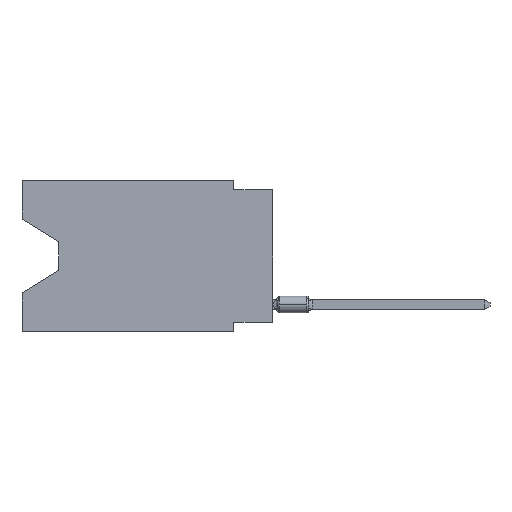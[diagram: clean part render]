
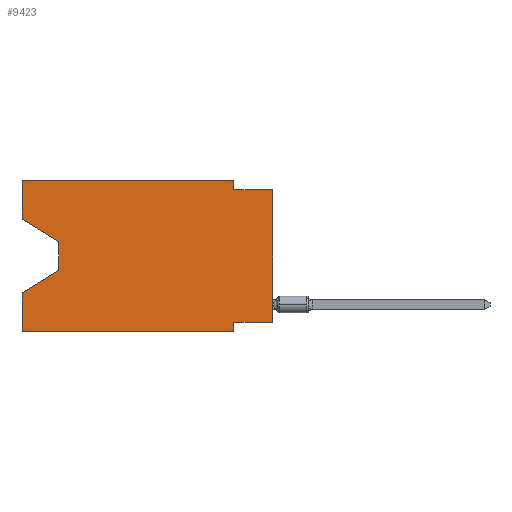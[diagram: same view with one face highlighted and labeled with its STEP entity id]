
A CAD part, left-side view. The second image highlights one B-rep face of the part: STEP entity #9423.
In plain terms, the highlighted planar face has unit normal (-1, 0, 0).
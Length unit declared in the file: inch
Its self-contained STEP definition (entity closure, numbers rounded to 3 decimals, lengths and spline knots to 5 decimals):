
#58 = CARTESIAN_POINT ( 'NONE',  ( 0., 0., -0.025 ) ) ;
#370 = CARTESIAN_POINT ( 'NONE',  ( 0., 0., -0.365 ) ) ;
#483 = EDGE_LOOP ( 'NONE', ( #11766, #7021, #9555, #6933, #4684, #7000, #12814, #6667, #8385, #6275, #10125, #2168 ) ) ;
#633 = CARTESIAN_POINT ( 'NONE',  ( 0., 0.645, 0. ) ) ;
#886 = CARTESIAN_POINT ( 'NONE',  ( 0., 0.645, -0.10025 ) ) ;
#1061 = VECTOR ( 'NONE', #5884, 39.37008 ) ;
#1172 = LINE ( 'NONE', #6995, #10573 ) ;
#1294 = DIRECTION ( 'NONE',  ( 0., 0., -1. ) ) ;
#1515 = EDGE_CURVE ( 'NONE', #12300, #12007, #12453, .T. ) ;
#1657 = CARTESIAN_POINT ( 'NONE',  ( 0., 0.1, 0. ) ) ;
#1740 = VERTEX_POINT ( 'NONE', #58 ) ;
#1904 = CARTESIAN_POINT ( 'NONE',  ( 0., 0.1, -0.025 ) ) ;
#1968 = PLANE ( 'NONE',  #7736 ) ;
#2088 = EDGE_CURVE ( 'NONE', #7101, #8944, #5805, .T. ) ;
#2168 = ORIENTED_EDGE ( 'NONE', *, *, #10094, .F. ) ;
#2621 = EDGE_CURVE ( 'NONE', #8036, #1740, #11137, .T. ) ;
#2798 = CARTESIAN_POINT ( 'NONE',  ( 0., 0.1, -0.39 ) ) ;
#2951 = VECTOR ( 'NONE', #3577, 39.37008 ) ;
#3054 = CARTESIAN_POINT ( 'NONE',  ( 0., 0., 0. ) ) ;
#3207 = VERTEX_POINT ( 'NONE', #1657 ) ;
#3577 = DIRECTION ( 'NONE',  ( 0., 0., -1. ) ) ;
#3616 = CARTESIAN_POINT ( 'NONE',  ( 0., 0.645, 0. ) ) ;
#3636 = CARTESIAN_POINT ( 'NONE',  ( 0., 0.1, 0. ) ) ;
#3703 = DIRECTION ( 'NONE',  ( 0., -1., 0. ) ) ;
#3783 = VECTOR ( 'NONE', #6582, 39.37008 ) ;
#3849 = VECTOR ( 'NONE', #8669, 39.37008 ) ;
#3887 = EDGE_CURVE ( 'NONE', #11534, #3207, #10428, .T. ) ;
#4080 = EDGE_CURVE ( 'NONE', #3207, #9435, #12515, .T. ) ;
#4341 = DIRECTION ( 'NONE',  ( 0., 1., 0. ) ) ;
#4666 = CARTESIAN_POINT ( 'NONE',  ( 0., 0.55, -0.232 ) ) ;
#4684 = ORIENTED_EDGE ( 'NONE', *, *, #6799, .T. ) ;
#4854 = CARTESIAN_POINT ( 'NONE',  ( 0., 0.645, -0.10025 ) ) ;
#4873 = VERTEX_POINT ( 'NONE', #10457 ) ;
#4878 = LINE ( 'NONE', #6604, #5381 ) ;
#5381 = VECTOR ( 'NONE', #3703, 39.37008 ) ;
#5502 = EDGE_CURVE ( 'NONE', #11257, #10943, #7616, .T. ) ;
#5509 = LINE ( 'NONE', #370, #6605 ) ;
#5616 = LINE ( 'NONE', #9563, #10725 ) ;
#5795 = CARTESIAN_POINT ( 'NONE',  ( 0., 0.645, -0.28975 ) ) ;
#5805 = LINE ( 'NONE', #7944, #11225 ) ;
#5884 = DIRECTION ( 'NONE',  ( 0., 0., -1. ) ) ;
#6275 = ORIENTED_EDGE ( 'NONE', *, *, #4080, .F. ) ;
#6582 = DIRECTION ( 'NONE',  ( 0., -0.855, -0.519 ) ) ;
#6604 = CARTESIAN_POINT ( 'NONE',  ( 0., 0.645, -0.39 ) ) ;
#6605 = VECTOR ( 'NONE', #4341, 39.37008 ) ;
#6667 = ORIENTED_EDGE ( 'NONE', *, *, #2621, .T. ) ;
#6799 = EDGE_CURVE ( 'NONE', #7101, #12007, #4878, .T. ) ;
#6885 = CARTESIAN_POINT ( 'NONE',  ( 0., 0.645, 0. ) ) ;
#6933 = ORIENTED_EDGE ( 'NONE', *, *, #2088, .F. ) ;
#6995 = CARTESIAN_POINT ( 'NONE',  ( 0., 0.55, -0.158 ) ) ;
#7000 = ORIENTED_EDGE ( 'NONE', *, *, #1515, .F. ) ;
#7021 = ORIENTED_EDGE ( 'NONE', *, *, #7841, .T. ) ;
#7101 = VERTEX_POINT ( 'NONE', #9900 ) ;
#7510 = VECTOR ( 'NONE', #12128, 39.37008 ) ;
#7616 = LINE ( 'NONE', #4854, #3783 ) ;
#7736 = AXIS2_PLACEMENT_3D ( 'NONE', #6885, #9859, #1294 ) ;
#7841 = EDGE_CURVE ( 'NONE', #10943, #4873, #1172, .T. ) ;
#7944 = CARTESIAN_POINT ( 'NONE',  ( 0., 0.645, 0. ) ) ;
#8036 = VERTEX_POINT ( 'NONE', #11346 ) ;
#8385 = ORIENTED_EDGE ( 'NONE', *, *, #9657, .F. ) ;
#8469 = CARTESIAN_POINT ( 'NONE',  ( 0., 0., -0.025 ) ) ;
#8538 = LINE ( 'NONE', #8469, #8655 ) ;
#8547 = EDGE_CURVE ( 'NONE', #4873, #8944, #12567, .T. ) ;
#8655 = VECTOR ( 'NONE', #12449, 39.37008 ) ;
#8669 = DIRECTION ( 'NONE',  ( 0., 0.855, -0.519 ) ) ;
#8732 = DIRECTION ( 'NONE',  ( 0., 0., 1. ) ) ;
#8855 = CARTESIAN_POINT ( 'NONE',  ( 0., 0.1, -0.365 ) ) ;
#8944 = VERTEX_POINT ( 'NONE', #5795 ) ;
#8953 = DIRECTION ( 'NONE',  ( 0., 0., -1. ) ) ;
#9126 = CARTESIAN_POINT ( 'NONE',  ( 0., 0.55, -0.158 ) ) ;
#9423 = ADVANCED_FACE ( 'NONE', ( #12184 ), #1968, .F. ) ;
#9435 = VERTEX_POINT ( 'NONE', #1904 ) ;
#9513 = DIRECTION ( 'NONE',  ( 0., -1., 0. ) ) ;
#9555 = ORIENTED_EDGE ( 'NONE', *, *, #8547, .T. ) ;
#9563 = CARTESIAN_POINT ( 'NONE',  ( 0., 0.645, 0. ) ) ;
#9627 = DIRECTION ( 'NONE',  ( 0., 0., 1. ) ) ;
#9657 = EDGE_CURVE ( 'NONE', #9435, #1740, #8538, .T. ) ;
#9859 = DIRECTION ( 'NONE',  ( 1., 0., 0. ) ) ;
#9900 = CARTESIAN_POINT ( 'NONE',  ( 0., 0.645, -0.39 ) ) ;
#10094 = EDGE_CURVE ( 'NONE', #11257, #11534, #5616, .T. ) ;
#10125 = ORIENTED_EDGE ( 'NONE', *, *, #3887, .F. ) ;
#10428 = LINE ( 'NONE', #633, #12292 ) ;
#10457 = CARTESIAN_POINT ( 'NONE',  ( 0., 0.55, -0.232 ) ) ;
#10573 = VECTOR ( 'NONE', #8953, 39.37008 ) ;
#10582 = CARTESIAN_POINT ( 'NONE',  ( 0., 0.1, -0.39 ) ) ;
#10725 = VECTOR ( 'NONE', #9627, 39.37008 ) ;
#10943 = VERTEX_POINT ( 'NONE', #9126 ) ;
#11094 = EDGE_CURVE ( 'NONE', #8036, #12300, #5509, .T. ) ;
#11137 = LINE ( 'NONE', #3054, #7510 ) ;
#11225 = VECTOR ( 'NONE', #8732, 39.37008 ) ;
#11257 = VERTEX_POINT ( 'NONE', #886 ) ;
#11346 = CARTESIAN_POINT ( 'NONE',  ( 0., 0., -0.365 ) ) ;
#11534 = VERTEX_POINT ( 'NONE', #3616 ) ;
#11766 = ORIENTED_EDGE ( 'NONE', *, *, #5502, .T. ) ;
#12007 = VERTEX_POINT ( 'NONE', #10582 ) ;
#12128 = DIRECTION ( 'NONE',  ( 0., 0., 1. ) ) ;
#12184 = FACE_OUTER_BOUND ( 'NONE', #483, .T. ) ;
#12292 = VECTOR ( 'NONE', #9513, 39.37008 ) ;
#12300 = VERTEX_POINT ( 'NONE', #8855 ) ;
#12449 = DIRECTION ( 'NONE',  ( 0., -1., 0. ) ) ;
#12453 = LINE ( 'NONE', #2798, #2951 ) ;
#12515 = LINE ( 'NONE', #3636, #1061 ) ;
#12567 = LINE ( 'NONE', #4666, #3849 ) ;
#12814 = ORIENTED_EDGE ( 'NONE', *, *, #11094, .F. ) ;
